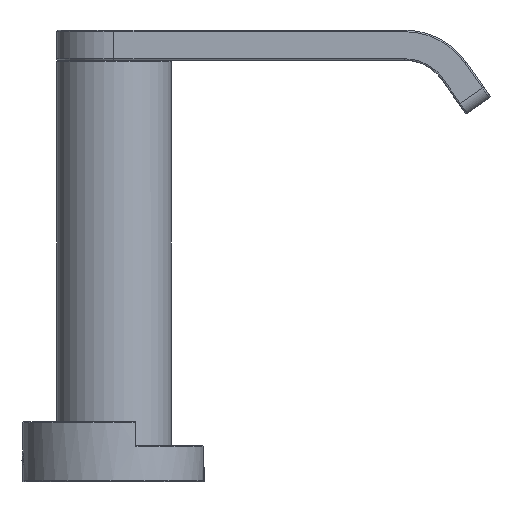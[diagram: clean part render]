
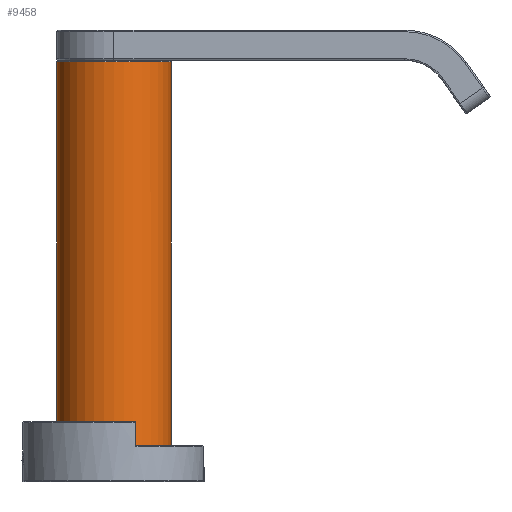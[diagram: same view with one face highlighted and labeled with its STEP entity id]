
A CAD part, left-side view. The second image highlights one B-rep face of the part: STEP entity #9458.
In plain terms, the highlighted cylindrical face has radius 19 mm (diameter 38 mm), a full revolution.
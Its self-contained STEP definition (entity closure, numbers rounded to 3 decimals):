
#1201=FACE_OUTER_BOUND('',#1837,.T.);
#1837=EDGE_LOOP('',(#8453,#8454,#8455,#8456,#8457,#8458));
#2472=CIRCLE('',#10755,19.);
#2473=CIRCLE('',#10756,19.);
#2476=CIRCLE('',#10760,19.);
#2477=CIRCLE('',#10761,19.);
#3083=LINE('',#19378,#3679);
#3679=VECTOR('',#13742,19.);
#4473=VERTEX_POINT('',#19366);
#4474=VERTEX_POINT('',#19367);
#4476=VERTEX_POINT('',#19374);
#4477=VERTEX_POINT('',#19375);
#5805=EDGE_CURVE('',#4473,#4474,#2472,.T.);
#5806=EDGE_CURVE('',#4474,#4473,#2473,.T.);
#5809=EDGE_CURVE('',#4476,#4477,#2476,.T.);
#5810=EDGE_CURVE('',#4477,#4476,#2477,.T.);
#5811=EDGE_CURVE('',#4477,#4473,#3083,.T.);
#8453=ORIENTED_EDGE('',*,*,#5809,.F.);
#8454=ORIENTED_EDGE('',*,*,#5810,.F.);
#8455=ORIENTED_EDGE('',*,*,#5811,.T.);
#8456=ORIENTED_EDGE('',*,*,#5805,.T.);
#8457=ORIENTED_EDGE('',*,*,#5806,.T.);
#8458=ORIENTED_EDGE('',*,*,#5811,.F.);
#8879=CYLINDRICAL_SURFACE('',#10759,19.);
#9458=ADVANCED_FACE('',(#1201),#8879,.T.);
#10755=AXIS2_PLACEMENT_3D('',#19368,#13728,#13729);
#10756=AXIS2_PLACEMENT_3D('',#19369,#13730,#13731);
#10759=AXIS2_PLACEMENT_3D('',#19373,#13736,#13737);
#10760=AXIS2_PLACEMENT_3D('',#19376,#13738,#13739);
#10761=AXIS2_PLACEMENT_3D('',#19377,#13740,#13741);
#13728=DIRECTION('center_axis',(0.,0.,
1.));
#13729=DIRECTION('ref_axis',(1.,0.,0.));
#13730=DIRECTION('center_axis',(0.,0.,
1.));
#13731=DIRECTION('ref_axis',(1.,0.,0.));
#13736=DIRECTION('center_axis',(0.,0.,
1.));
#13737=DIRECTION('ref_axis',(1.,0.,0.));
#13738=DIRECTION('center_axis',(0.,0.,
1.));
#13739=DIRECTION('ref_axis',(1.,0.,0.));
#13740=DIRECTION('center_axis',(0.,0.,
1.));
#13741=DIRECTION('ref_axis',(1.,0.,0.));
#13742=DIRECTION('',(0.,0.,-1.));
#19366=CARTESIAN_POINT('',(-19.,-0.209,4.139));
#19367=CARTESIAN_POINT('',(-18.999,-0.048,4.139));
#19368=CARTESIAN_POINT('Origin',(0.,-0.209,
4.139));
#19369=CARTESIAN_POINT('Origin',(0.,-0.209,
4.139));
#19373=CARTESIAN_POINT('Origin',(0.,-0.209,
-3.111));
#19374=CARTESIAN_POINT('',(18.999,-0.363,138.139));
#19375=CARTESIAN_POINT('',(-19.,-0.209,138.139));
#19376=CARTESIAN_POINT('Origin',(0.,-0.209,
138.139));
#19377=CARTESIAN_POINT('Origin',(0.,-0.209,
138.139));
#19378=CARTESIAN_POINT('',(-19.,-0.209,-3.111));
